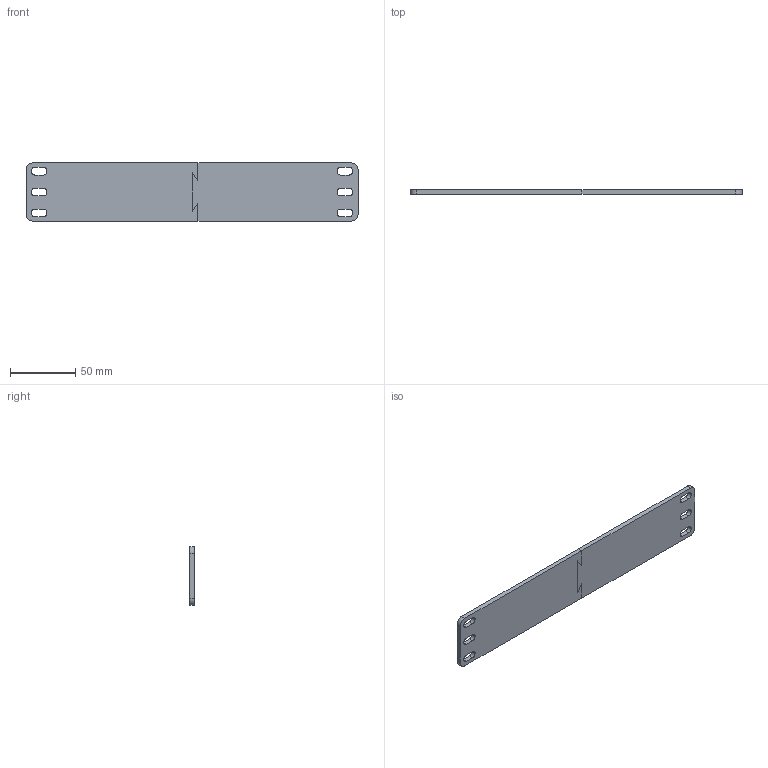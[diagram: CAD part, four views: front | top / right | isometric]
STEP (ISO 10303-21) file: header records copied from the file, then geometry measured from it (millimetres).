
FILE_DESCRIPTION(('FreeCAD Model'),'2;1');
FILE_NAME('Open CASCADE Shape Model','2025-05-03T09:38:35',(''),(''), 'Open CASCADE STEP processor 7.6','FreeCAD','Unknown');
FILE_SCHEMA(('AUTOMOTIVE_DESIGN { 1 0 10303 214 1 1 1 1 }'));
Length unit declared in the file: millimetre
Products named in the file (3): Exploded Slice; Slice.0; Slice.1
Assembly tree (2 placements, depth 2):
  Exploded Slice
    Slice.0
    Slice.1
Bounding box: 254 x 3.5 x 44.5 mm (x, y, z)
Volume: 38144.7 mm3; surface area: 25025.9 mm2
Topology: 2 solids, 2 shells, 74 faces, 210 edges, 140 vertices
Faces by surface type: plane 46, cylinder 28
Entity records: 5272 total; most frequent: CARTESIAN_POINT 931, DIRECTION 826, LINE 518, VECTOR 518, ORIENTED_EDGE 420, PCURVE 420, DEFINITIONAL_REPRESENTATION 420, EDGE_CURVE 210
